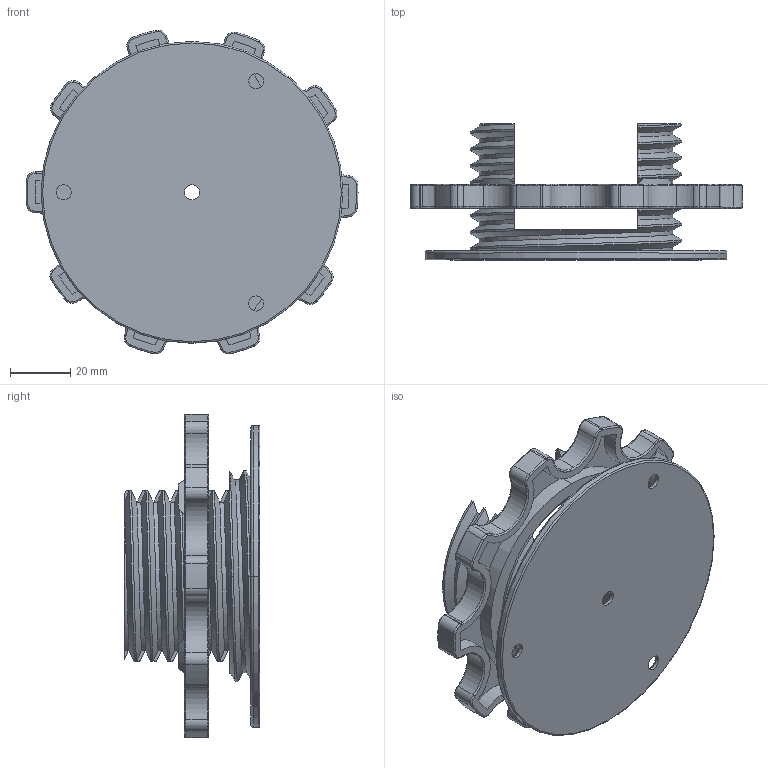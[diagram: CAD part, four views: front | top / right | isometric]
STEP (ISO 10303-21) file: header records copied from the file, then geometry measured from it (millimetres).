
FILE_DESCRIPTION (( 'STEP AP203' ), '1' );
FILE_NAME ('79PED45.STEP', '2022-08-15T07:44:09', ( '' ), ( '' ), 'SwSTEP 2.0', 'SolidWorks 2020', '' );
FILE_SCHEMA (( 'CONFIG_CONTROL_DESIGN' ));
Length unit declared in the file: millimetre
Products named in the file (3): 79PED45 Part1; 79PED45; 79PED45 Part2
Assembly tree (2 placements, depth 2):
  79PED45
    79PED45 Part2
    79PED45 Part1
Bounding box: 109.98 x 45 x 107.31 mm (x, y, z)
Volume: 77921 mm3; surface area: 48781.9 mm2
Topology: 2 solids, 2 shells, 345 faces, 882 edges, 548 vertices
Faces by surface type: cylinder 133, torus 114, bspline 57, plane 33, cone 8
Entity records: 34315 total; most frequent: CARTESIAN_POINT 26100, ORIENTED_EDGE 1764, DIRECTION 1684, EDGE_CURVE 882, AXIS2_PLACEMENT_3D 751, VERTEX_POINT 548, CIRCLE 458, EDGE_LOOP 362
